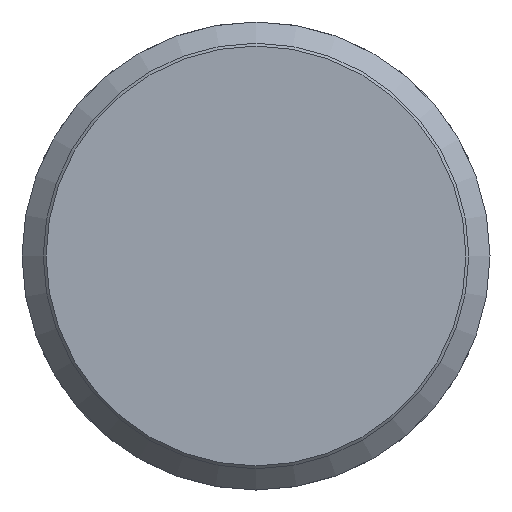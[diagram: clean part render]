
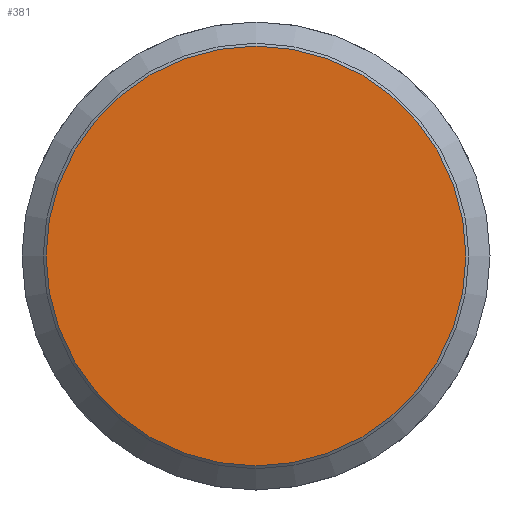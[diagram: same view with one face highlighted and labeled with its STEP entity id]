
A CAD part, front view. The second image highlights one B-rep face of the part: STEP entity #381.
In plain terms, the highlighted planar face has unit normal (0, -1, 0).
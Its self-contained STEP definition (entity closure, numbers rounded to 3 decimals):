
#76=FACE_OUTER_BOUND('',#102,.T.);
#102=EDGE_LOOP('',(#242));
#128=CIRCLE('',#431,14.8);
#158=VERTEX_POINT('',#618);
#188=EDGE_CURVE('',#158,#158,#128,.T.);
#242=ORIENTED_EDGE('',*,*,#188,.F.);
#350=PLANE('',#430);
#381=ADVANCED_FACE('',(#76),#350,.F.);
#430=AXIS2_PLACEMENT_3D('',#617,#488,#489);
#431=AXIS2_PLACEMENT_3D('',#619,#490,#491);
#488=DIRECTION('center_axis',(0.,1.,0.));
#489=DIRECTION('ref_axis',(1.,0.,0.));
#490=DIRECTION('center_axis',(0.,1.,0.));
#491=DIRECTION('ref_axis',(0.,0.,-1.));
#617=CARTESIAN_POINT('Origin',(0.,0.,14.8));
#618=CARTESIAN_POINT('',(0.,0.,-14.8));
#619=CARTESIAN_POINT('Origin',(0.,0.,0.));
